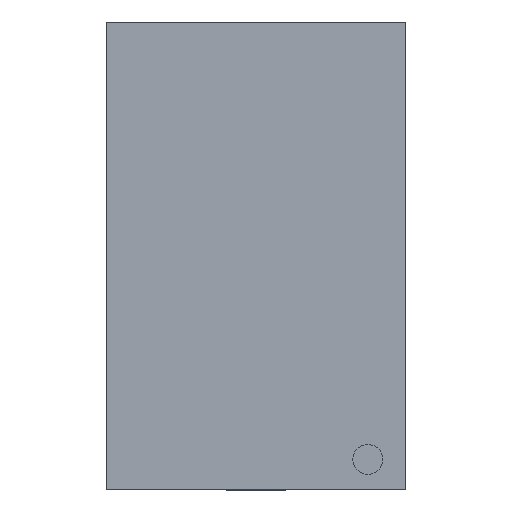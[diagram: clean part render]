
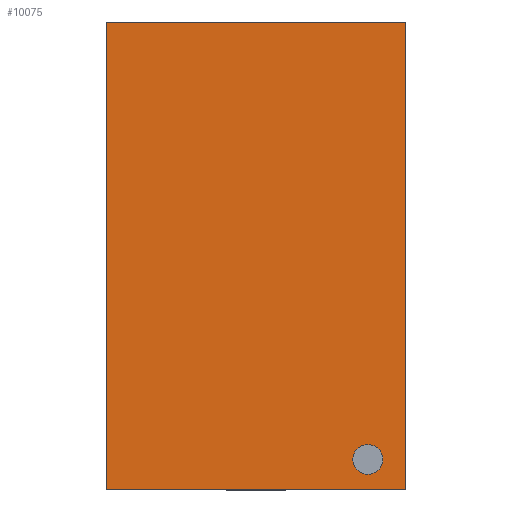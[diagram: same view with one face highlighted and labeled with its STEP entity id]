
A CAD part, top view. The second image highlights one B-rep face of the part: STEP entity #10075.
In plain terms, the highlighted planar face has unit normal (0, 0, 1).
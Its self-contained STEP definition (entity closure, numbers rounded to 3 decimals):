
#5913 = VERTEX_POINT('',#5914);
#5914 = CARTESIAN_POINT('',(-0.612,0.165,0.994
    ));
#5920 = EDGE_CURVE('',#5913,#5921,#5923,.T.);
#5921 = VERTEX_POINT('',#5922);
#5922 = CARTESIAN_POINT('',(0.188,0.165,0.994)
  );
#5923 = CIRCLE('',#5924,0.4);
#5924 = AXIS2_PLACEMENT_3D('',#5925,#5926,#5927);
#5925 = CARTESIAN_POINT('',(-0.212,0.165,0.994
    ));
#5926 = DIRECTION('',(0.,0.,1.));
#5927 = DIRECTION('',(-1.,0.,0.));
#10075 = ADVANCED_FACE('',(#10076,#10086),#10120,.T.);
#10076 = FACE_BOUND('',#10077,.T.);
#10077 = EDGE_LOOP('',(#10078,#10085));
#10078 = ORIENTED_EDGE('',*,*,#10079,.F.);
#10079 = EDGE_CURVE('',#5921,#5913,#10080,.T.);
#10080 = CIRCLE('',#10081,0.4);
#10081 = AXIS2_PLACEMENT_3D('',#10082,#10083,#10084);
#10082 = CARTESIAN_POINT('',(-0.212,0.165,
    0.994));
#10083 = DIRECTION('',(0.,0.,1.));
#10084 = DIRECTION('',(-1.,0.,0.));
#10085 = ORIENTED_EDGE('',*,*,#5920,.F.);
#10086 = FACE_BOUND('',#10087,.T.);
#10087 = EDGE_LOOP('',(#10088,#10098,#10106,#10114));
#10088 = ORIENTED_EDGE('',*,*,#10089,.T.);
#10089 = EDGE_CURVE('',#10090,#10092,#10094,.T.);
#10090 = VERTEX_POINT('',#10091);
#10091 = CARTESIAN_POINT('',(0.8,-0.65,0.994));
#10092 = VERTEX_POINT('',#10093);
#10093 = CARTESIAN_POINT('',(0.8,11.85,0.994));
#10094 = LINE('',#10095,#10096);
#10095 = CARTESIAN_POINT('',(0.8,5.6,0.994));
#10096 = VECTOR('',#10097,1.);
#10097 = DIRECTION('',(0.,1.,0.));
#10098 = ORIENTED_EDGE('',*,*,#10099,.T.);
#10099 = EDGE_CURVE('',#10092,#10100,#10102,.T.);
#10100 = VERTEX_POINT('',#10101);
#10101 = CARTESIAN_POINT('',(-7.2,11.85,0.994));
#10102 = LINE('',#10103,#10104);
#10103 = CARTESIAN_POINT('',(-3.2,11.85,0.994));
#10104 = VECTOR('',#10105,1.);
#10105 = DIRECTION('',(-1.,0.,0.));
#10106 = ORIENTED_EDGE('',*,*,#10107,.T.);
#10107 = EDGE_CURVE('',#10100,#10108,#10110,.T.);
#10108 = VERTEX_POINT('',#10109);
#10109 = CARTESIAN_POINT('',(-7.2,-0.65,0.994));
#10110 = LINE('',#10111,#10112);
#10111 = CARTESIAN_POINT('',(-7.2,5.6,0.994));
#10112 = VECTOR('',#10113,1.);
#10113 = DIRECTION('',(0.,-1.,0.));
#10114 = ORIENTED_EDGE('',*,*,#10115,.T.);
#10115 = EDGE_CURVE('',#10108,#10090,#10116,.T.);
#10116 = LINE('',#10117,#10118);
#10117 = CARTESIAN_POINT('',(-3.2,-0.65,0.994));
#10118 = VECTOR('',#10119,1.);
#10119 = DIRECTION('',(1.,0.,0.));
#10120 = PLANE('',#10121);
#10121 = AXIS2_PLACEMENT_3D('',#10122,#10123,#10124);
#10122 = CARTESIAN_POINT('',(-3.2,5.6,0.994));
#10123 = DIRECTION('',(0.,0.,1.));
#10124 = DIRECTION('',(-1.,0.,0.));
